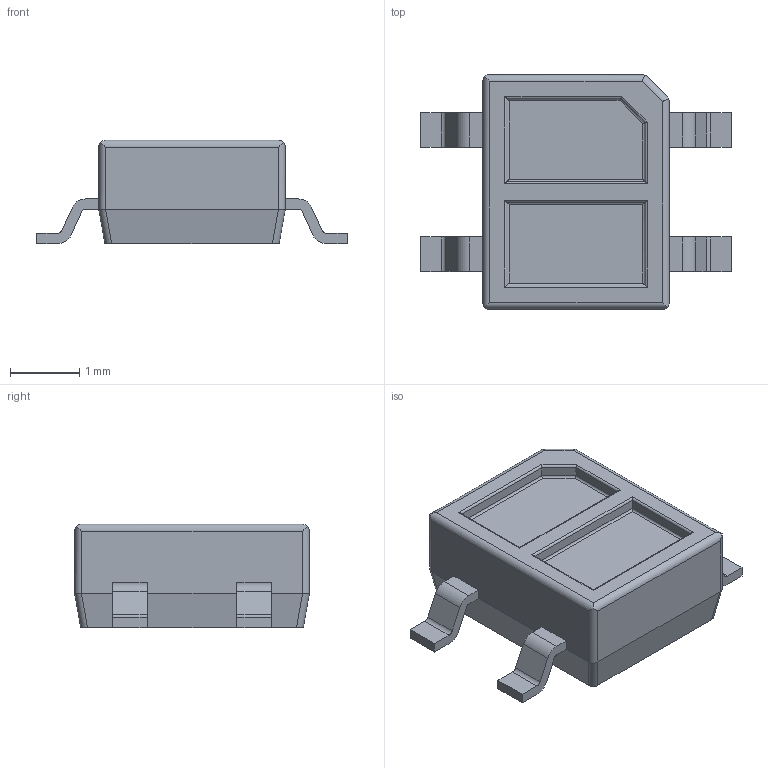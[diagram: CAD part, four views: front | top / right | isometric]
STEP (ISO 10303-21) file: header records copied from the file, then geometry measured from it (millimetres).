
FILE_DESCRIPTION (( 'STEP AP214' ), '1' );
FILE_NAME ('User Library-ktir0711s-1.STEP', '2018-02-27T12:25:14', ( '' ), ( '' ), 'SwSTEP 2.0', 'SolidWorks 2018', '' );
FILE_SCHEMA (( 'AUTOMOTIVE_DESIGN' ));
Length unit declared in the file: millimetre
Products named in the file (1): User Library-ktir0711s-1
Bounding box: 4.5 x 3.4 x 1.5 mm (x, y, z)
Volume: 12.8 mm3; surface area: 43.3 mm2
Topology: 5 solids, 5 shells, 112 faces, 278 edges, 178 vertices
Faces by surface type: plane 63, cylinder 49
Entity records: 4566 total; most frequent: CARTESIAN_POINT 716, ORIENTED_EDGE 556, DIRECTION 487, EDGE_CURVE 278, VECTOR 197, LINE 197, VERTEX_POINT 178, AXIS2_PLACEMENT_3D 145
